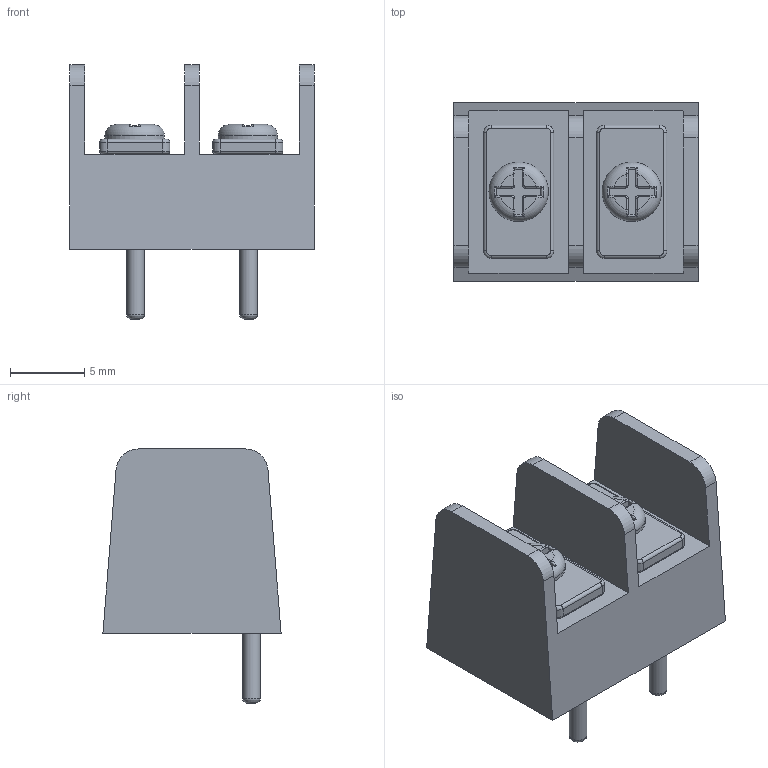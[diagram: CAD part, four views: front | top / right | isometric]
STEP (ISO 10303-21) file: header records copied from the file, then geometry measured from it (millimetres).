
FILE_DESCRIPTION(/* description */ (''),/* implementation_level */ '2;1');
FILE_NAME(/* name */ '',/* time_stamp */ '2022-11-09T16:30:16+08:00',/* author */ (''),/* organization */ (''),/* preprocessor_version */ 'ST-DEVELOPER v19.2',/* originating_system */ 'Autodesk Translation Framework v11.17.0.187',/* authorisation */ '');
FILE_SCHEMA (('AUTOMOTIVE_DESIGN { 1 0 10303 214 3 1 1 }'));
Length unit declared in the file: millimetre
Products named in the file (4): 电源座7.62mm_2P; 座子; 螺钉; 零部件3
Assembly tree (4 placements, depth 2):
  电源座7.62mm_2P
    座子
    螺钉  x2
    零部件3
Bounding box: 16.44 x 12 x 17.1 mm (x, y, z)
Volume: 1505.1 mm3; surface area: 1427.8 mm2
Topology: 5 solids, 5 shells, 174 faces, 438 edges, 276 vertices
Faces by surface type: plane 64, cylinder 58, bspline 34, torus 18
Full cylindrical faces by diameter (mm): 1.2 x2, 4 x2
Entity records: 3852 total; most frequent: CARTESIAN_POINT 1389, ORIENTED_EDGE 504, DIRECTION 475, EDGE_CURVE 252, AXIS2_PLACEMENT_3D 181, VERTEX_POINT 160, LINE 113, VECTOR 113
